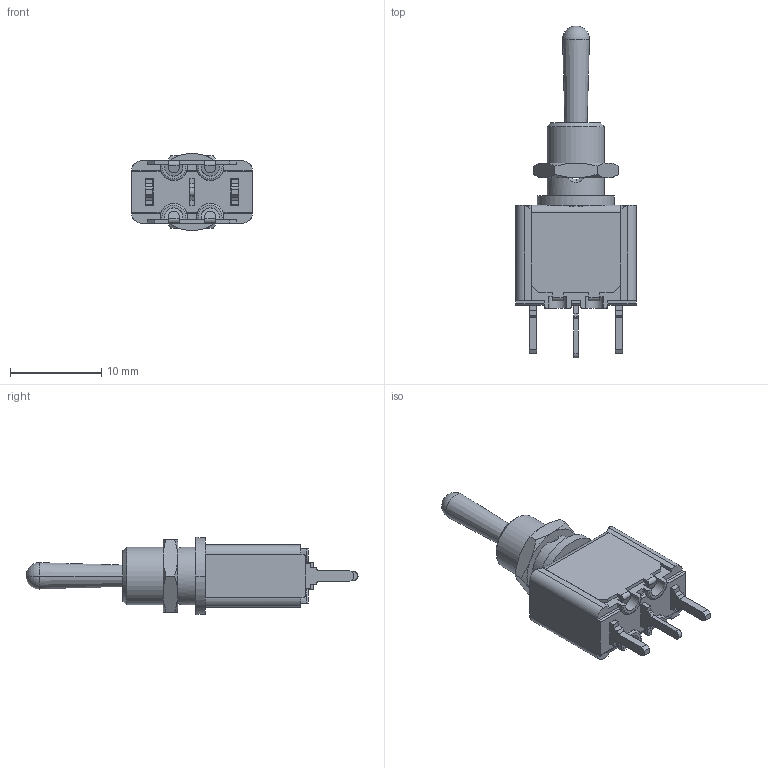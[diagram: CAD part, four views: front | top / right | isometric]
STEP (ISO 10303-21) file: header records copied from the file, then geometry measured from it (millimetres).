
FILE_DESCRIPTION((''),'2;1');
FILE_NAME('5230','2009-05-14T',('francis'),(''),'PRO/ENGINEER BY PARAMETRIC TECHNOLOGY CORPORATION, 2008400','PRO/ENGINEER BY PARAMETRIC TECHNOLOGY CORPORATION, 2008400','');
FILE_SCHEMA(('CONFIG_CONTROL_DESIGN'));
Length unit declared in the file: millimetre
Products named in the file (1): 5230
Bounding box: 13.2 x 36.39 x 8.44 mm (x, y, z)
Volume: 885.3 mm3; surface area: 2187.2 mm2
Topology: 2 solids, 2 shells, 455 faces, 1275 edges, 793 vertices
Faces by surface type: plane 293, cylinder 106, cone 30, sphere 12, torus 8, bspline 6
Entity records: 15755 total; most frequent: CARTESIAN_POINT 4161, ORIENTED_EDGE 2546, DIRECTION 2255, EDGE_CURVE 1273, VECTOR 873, LINE 873, VERTEX_POINT 793, AXIS2_PLACEMENT_3D 691
